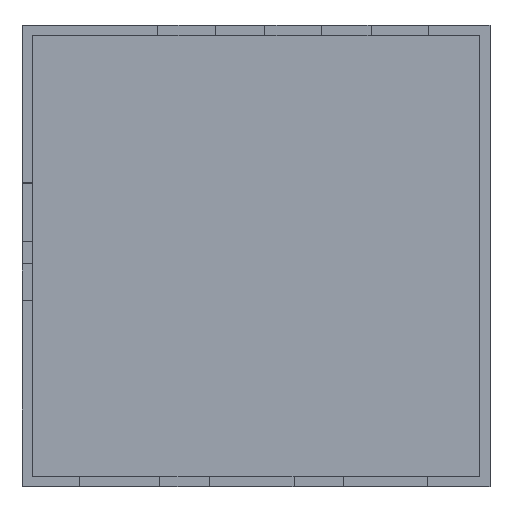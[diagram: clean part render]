
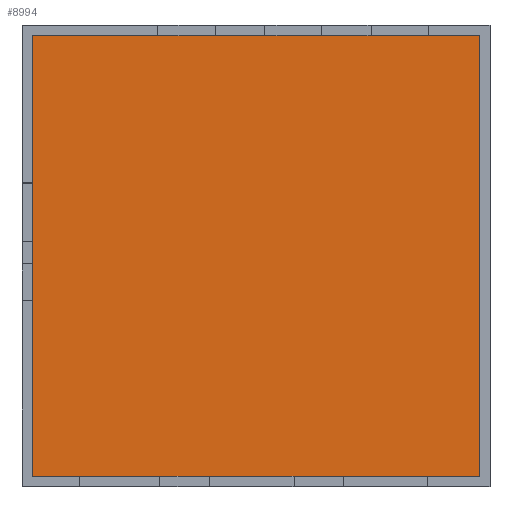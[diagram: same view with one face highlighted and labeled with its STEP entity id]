
A CAD part, top view. The second image highlights one B-rep face of the part: STEP entity #8994.
In plain terms, the highlighted planar face has unit normal (0, 0, 1).
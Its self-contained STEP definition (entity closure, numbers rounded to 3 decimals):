
#276 = ORIENTED_EDGE ( 'NONE', *, *, #9815, .T. ) ;
#598 = LINE ( 'NONE', #10712, #6483 ) ;
#630 = ORIENTED_EDGE ( 'NONE', *, *, #13273, .T. ) ;
#811 = LINE ( 'NONE', #1739, #8561 ) ;
#828 = DIRECTION ( 'NONE',  ( 0., 1., 0. ) ) ;
#832 = LINE ( 'NONE', #4919, #7466 ) ;
#1125 = EDGE_CURVE ( 'NONE', #7029, #5029, #811, .T. ) ;
#1739 = CARTESIAN_POINT ( 'NONE',  ( 729.285, 949.882, -55. ) ) ;
#1764 = VECTOR ( 'NONE', #828, 1000. ) ;
#2038 = CARTESIAN_POINT ( 'NONE',  ( 0., 0., -55. ) ) ;
#2167 = DIRECTION ( 'NONE',  ( 0., 0., -1. ) ) ;
#2236 = FACE_OUTER_BOUND ( 'NONE', #2929, .T. ) ;
#2586 = CARTESIAN_POINT ( 'NONE',  ( 573.785, 796.797, -55. ) ) ;
#2823 = EDGE_CURVE ( 'NONE', #10276, #4652, #598, .T. ) ;
#2929 = EDGE_LOOP ( 'NONE', ( #3107, #630, #10570, #276 ) ) ;
#3107 = ORIENTED_EDGE ( 'NONE', *, *, #2823, .T. ) ;
#4186 = PLANE ( 'NONE',  #5315 ) ;
#4652 = VERTEX_POINT ( 'NONE', #9519 ) ;
#4919 = CARTESIAN_POINT ( 'NONE',  ( 573.785, 949.882, -55. ) ) ;
#5029 = VERTEX_POINT ( 'NONE', #7076 ) ;
#5315 = AXIS2_PLACEMENT_3D ( 'NONE', #2038, #2167, #9354 ) ;
#5723 = CARTESIAN_POINT ( 'NONE',  ( 729.285, 949.882, -55. ) ) ;
#5907 = CARTESIAN_POINT ( 'NONE',  ( 729.285, 949.882, -55. ) ) ;
#6119 = DIRECTION ( 'NONE',  ( 0., -1., 0. ) ) ;
#6483 = VECTOR ( 'NONE', #8911, 1000. ) ;
#7029 = VERTEX_POINT ( 'NONE', #5723 ) ;
#7054 = LINE ( 'NONE', #5907, #1764 ) ;
#7076 = CARTESIAN_POINT ( 'NONE',  ( 573.785, 949.882, -55. ) ) ;
#7466 = VECTOR ( 'NONE', #6119, 1000. ) ;
#8561 = VECTOR ( 'NONE', #8934, 1000. ) ;
#8911 = DIRECTION ( 'NONE',  ( 1., 0., 0. ) ) ;
#8934 = DIRECTION ( 'NONE',  ( -1., 0., 0. ) ) ;
#8994 = ADVANCED_FACE ( 'NONE', ( #2236 ), #4186, .F. ) ;
#9354 = DIRECTION ( 'NONE',  ( -1., 0., 0. ) ) ;
#9519 = CARTESIAN_POINT ( 'NONE',  ( 729.285, 796.797, -55. ) ) ;
#9815 = EDGE_CURVE ( 'NONE', #5029, #10276, #832, .T. ) ;
#10276 = VERTEX_POINT ( 'NONE', #2586 ) ;
#10570 = ORIENTED_EDGE ( 'NONE', *, *, #1125, .T. ) ;
#10712 = CARTESIAN_POINT ( 'NONE',  ( 729.285, 796.797, -55. ) ) ;
#13273 = EDGE_CURVE ( 'NONE', #4652, #7029, #7054, .T. ) ;
